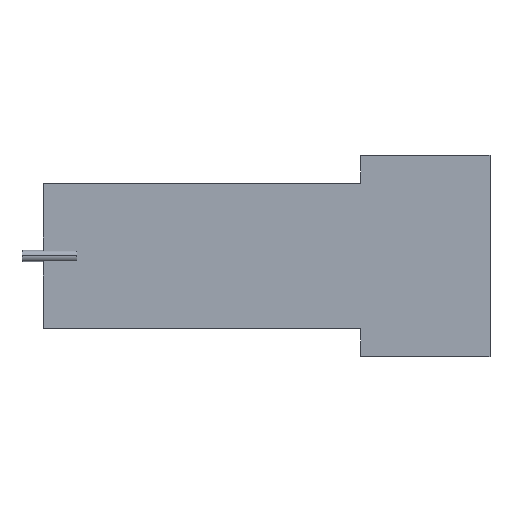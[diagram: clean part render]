
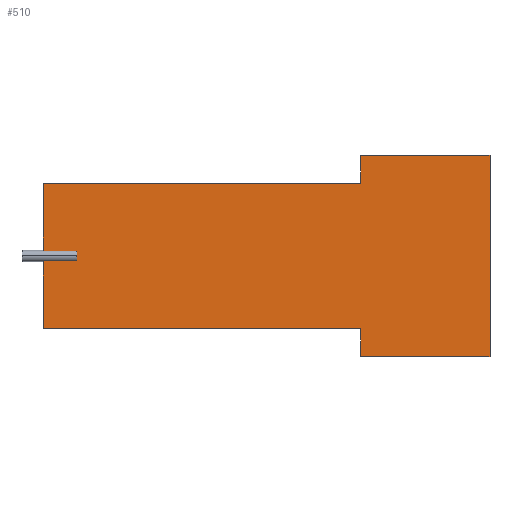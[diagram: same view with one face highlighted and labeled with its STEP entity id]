
A CAD part, top view. The second image highlights one B-rep face of the part: STEP entity #510.
In plain terms, the highlighted planar face has unit normal (0, 0, 1).
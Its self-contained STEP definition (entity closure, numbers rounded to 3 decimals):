
#7 = VERTEX_POINT ( 'NONE', #69 ) ;
#8 = LINE ( 'NONE', #172, #49 ) ;
#16 = EDGE_CURVE ( 'NONE', #391, #231, #513, .T. ) ;
#19 = VECTOR ( 'NONE', #565, 1000. ) ;
#23 = LINE ( 'NONE', #466, #196 ) ;
#24 = VECTOR ( 'NONE', #314, 1000. ) ;
#26 = ORIENTED_EDGE ( 'NONE', *, *, #564, .T. ) ;
#30 = EDGE_CURVE ( 'NONE', #391, #46, #23, .T. ) ;
#34 = CARTESIAN_POINT ( 'NONE',  ( -10., -13., 1. ) ) ;
#43 = PLANE ( 'NONE',  #451 ) ;
#44 = VECTOR ( 'NONE', #265, 1000. ) ;
#46 = VERTEX_POINT ( 'NONE', #110 ) ;
#49 = VECTOR ( 'NONE', #572, 1000. ) ;
#50 = CARTESIAN_POINT ( 'NONE',  ( 40., 13., 1. ) ) ;
#69 = CARTESIAN_POINT ( 'NONE',  ( 46.89, 13., 1. ) ) ;
#71 = VECTOR ( 'NONE', #523, 1000. ) ;
#83 = ORIENTED_EDGE ( 'NONE', *, *, #281, .T. ) ;
#91 = ORIENTED_EDGE ( 'NONE', *, *, #462, .T. ) ;
#95 = DIRECTION ( 'NONE',  ( 0., 0., -1. ) ) ;
#97 = ORIENTED_EDGE ( 'NONE', *, *, #469, .T. ) ;
#99 = DIRECTION ( 'NONE',  ( 0., -1., 0. ) ) ;
#110 = CARTESIAN_POINT ( 'NONE',  ( -10., -0.866, 1. ) ) ;
#125 = CARTESIAN_POINT ( 'NONE',  ( -4., 0.866, 1. ) ) ;
#129 = CARTESIAN_POINT ( 'NONE',  ( 70., -18., 1. ) ) ;
#140 = CARTESIAN_POINT ( 'NONE',  ( 40., -13., 1. ) ) ;
#146 = CARTESIAN_POINT ( 'NONE',  ( -10., 13., 1. ) ) ;
#154 = VERTEX_POINT ( 'NONE', #34 ) ;
#157 = EDGE_CURVE ( 'NONE', #46, #154, #252, .T. ) ;
#160 = VECTOR ( 'NONE', #461, 1000. ) ;
#163 = EDGE_CURVE ( 'NONE', #493, #551, #297, .T. ) ;
#164 = CARTESIAN_POINT ( 'NONE',  ( 60., -18., 1. ) ) ;
#168 = DIRECTION ( 'NONE',  ( -1., 0., 0. ) ) ;
#169 = CARTESIAN_POINT ( 'NONE',  ( -10., 10., 1. ) ) ;
#172 = CARTESIAN_POINT ( 'NONE',  ( 46.89, 10., 1. ) ) ;
#174 = ORIENTED_EDGE ( 'NONE', *, *, #432, .F. ) ;
#175 = CARTESIAN_POINT ( 'NONE',  ( 70., -10., 1. ) ) ;
#184 = CARTESIAN_POINT ( 'NONE',  ( -6., 0.866, 1. ) ) ;
#186 = EDGE_LOOP ( 'NONE', ( #412, #236, #401, #97, #389, #174, #91, #234, #83, #26, #525, #321 ) ) ;
#195 = VERTEX_POINT ( 'NONE', #438 ) ;
#196 = VECTOR ( 'NONE', #199, 1000. ) ;
#199 = DIRECTION ( 'NONE',  ( -1., 0., 0. ) ) ;
#221 = LINE ( 'NONE', #50, #344 ) ;
#224 = DIRECTION ( 'NONE',  ( -1., 0., 0. ) ) ;
#225 = CARTESIAN_POINT ( 'NONE',  ( 46.89, 10., 1. ) ) ;
#231 = VERTEX_POINT ( 'NONE', #125 ) ;
#232 = CARTESIAN_POINT ( 'NONE',  ( -10., 0.866, 1. ) ) ;
#234 = ORIENTED_EDGE ( 'NONE', *, *, #267, .T. ) ;
#236 = ORIENTED_EDGE ( 'NONE', *, *, #157, .T. ) ;
#243 = CARTESIAN_POINT ( 'NONE',  ( -4., 0.866, 1. ) ) ;
#252 = LINE ( 'NONE', #169, #71 ) ;
#260 = VECTOR ( 'NONE', #316, 1000. ) ;
#265 = DIRECTION ( 'NONE',  ( 0., -1., 0. ) ) ;
#266 = LINE ( 'NONE', #225, #483 ) ;
#267 = EDGE_CURVE ( 'NONE', #416, #7, #266, .T. ) ;
#280 = CARTESIAN_POINT ( 'NONE',  ( 46.89, 18., 1. ) ) ;
#281 = EDGE_CURVE ( 'NONE', #7, #418, #221, .T. ) ;
#297 = LINE ( 'NONE', #164, #19 ) ;
#307 = FACE_OUTER_BOUND ( 'NONE', #186, .T. ) ;
#314 = DIRECTION ( 'NONE',  ( -1., 0., 0. ) ) ;
#316 = DIRECTION ( 'NONE',  ( 0., -1., 0. ) ) ;
#321 = ORIENTED_EDGE ( 'NONE', *, *, #16, .F. ) ;
#344 = VECTOR ( 'NONE', #446, 1000. ) ;
#350 = CARTESIAN_POINT ( 'NONE',  ( -10., 10., 1. ) ) ;
#352 = LINE ( 'NONE', #184, #395 ) ;
#359 = VECTOR ( 'NONE', #168, 1000. ) ;
#368 = CARTESIAN_POINT ( 'NONE',  ( -4., -0.866, 1. ) ) ;
#389 = ORIENTED_EDGE ( 'NONE', *, *, #163, .F. ) ;
#391 = VERTEX_POINT ( 'NONE', #368 ) ;
#395 = VECTOR ( 'NONE', #224, 1000. ) ;
#396 = LINE ( 'NONE', #409, #359 ) ;
#398 = LINE ( 'NONE', #175, #44 ) ;
#401 = ORIENTED_EDGE ( 'NONE', *, *, #526, .F. ) ;
#402 = CARTESIAN_POINT ( 'NONE',  ( 40., 10., 1. ) ) ;
#406 = DIRECTION ( 'NONE',  ( 0., 1., 0. ) ) ;
#409 = CARTESIAN_POINT ( 'NONE',  ( 60., 18., 1. ) ) ;
#412 = ORIENTED_EDGE ( 'NONE', *, *, #30, .T. ) ;
#416 = VERTEX_POINT ( 'NONE', #280 ) ;
#418 = VERTEX_POINT ( 'NONE', #146 ) ;
#423 = VERTEX_POINT ( 'NONE', #232 ) ;
#432 = EDGE_CURVE ( 'NONE', #195, #493, #398, .T. ) ;
#437 = LINE ( 'NONE', #350, #260 ) ;
#438 = CARTESIAN_POINT ( 'NONE',  ( 70., 18., 1. ) ) ;
#446 = DIRECTION ( 'NONE',  ( -1., 0., 0. ) ) ;
#451 = AXIS2_PLACEMENT_3D ( 'NONE', #402, #95, #406 ) ;
#461 = DIRECTION ( 'NONE',  ( 0., 1., 0. ) ) ;
#462 = EDGE_CURVE ( 'NONE', #195, #416, #396, .T. ) ;
#466 = CARTESIAN_POINT ( 'NONE',  ( -6., -0.866, 1. ) ) ;
#469 = EDGE_CURVE ( 'NONE', #490, #551, #8, .T. ) ;
#471 = EDGE_CURVE ( 'NONE', #231, #423, #352, .T. ) ;
#483 = VECTOR ( 'NONE', #99, 1000. ) ;
#486 = LINE ( 'NONE', #140, #24 ) ;
#490 = VERTEX_POINT ( 'NONE', #528 ) ;
#493 = VERTEX_POINT ( 'NONE', #129 ) ;
#494 = CARTESIAN_POINT ( 'NONE',  ( 46.89, -18., 1. ) ) ;
#510 = ADVANCED_FACE ( 'NONE', ( #307 ), #43, .F. ) ;
#513 = LINE ( 'NONE', #243, #160 ) ;
#523 = DIRECTION ( 'NONE',  ( 0., -1., 0. ) ) ;
#525 = ORIENTED_EDGE ( 'NONE', *, *, #471, .F. ) ;
#526 = EDGE_CURVE ( 'NONE', #490, #154, #486, .T. ) ;
#528 = CARTESIAN_POINT ( 'NONE',  ( 46.89, -13., 1. ) ) ;
#551 = VERTEX_POINT ( 'NONE', #494 ) ;
#564 = EDGE_CURVE ( 'NONE', #418, #423, #437, .T. ) ;
#565 = DIRECTION ( 'NONE',  ( -1., 0., 0. ) ) ;
#572 = DIRECTION ( 'NONE',  ( 0., -1., 0. ) ) ;
